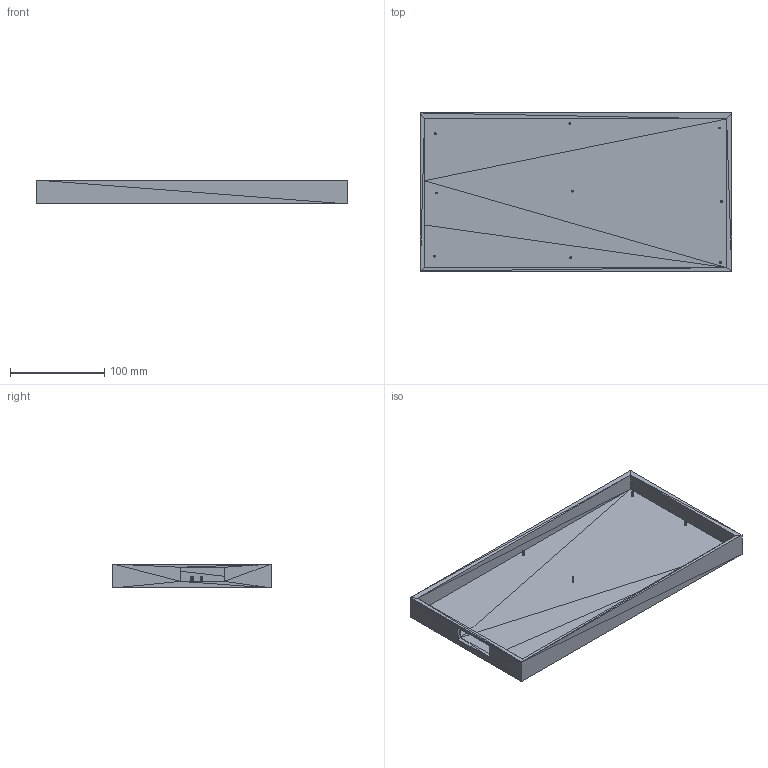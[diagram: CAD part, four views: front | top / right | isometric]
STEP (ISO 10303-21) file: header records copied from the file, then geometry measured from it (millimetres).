
FILE_DESCRIPTION(('FreeCAD Model'),'2;1');
FILE_NAME('Open CASCADE Shape Model','2025-11-07T13:52:10',('Author'),( ''),'Open CASCADE STEP processor 7.8','FreeCAD','Unknown');
FILE_SCHEMA(('AUTOMOTIVE_DESIGN { 1 0 10303 214 1 1 1 1 }'));
Length unit declared in the file: millimetre
Products named in the file (1): __bit_pc_case001 (Solid)
Bounding box: 331 x 168 x 25.4 mm (x, y, z)
Volume: 475645.1 mm3; surface area: 153856.5 mm2
Topology: 1 solids, 10 shells, 1776 faces, 2664 edges, 906 vertices
Faces by surface type: plane 1776
Entity records: 34716 total; most frequent: DIRECTION 6218, CARTESIAN_POINT 5347, ORIENTED_EDGE 5328, EDGE_CURVE 2664, LINE 2664, VECTOR 2664, AXIS2_PLACEMENT_3D 1777, ADVANCED_FACE 1776
